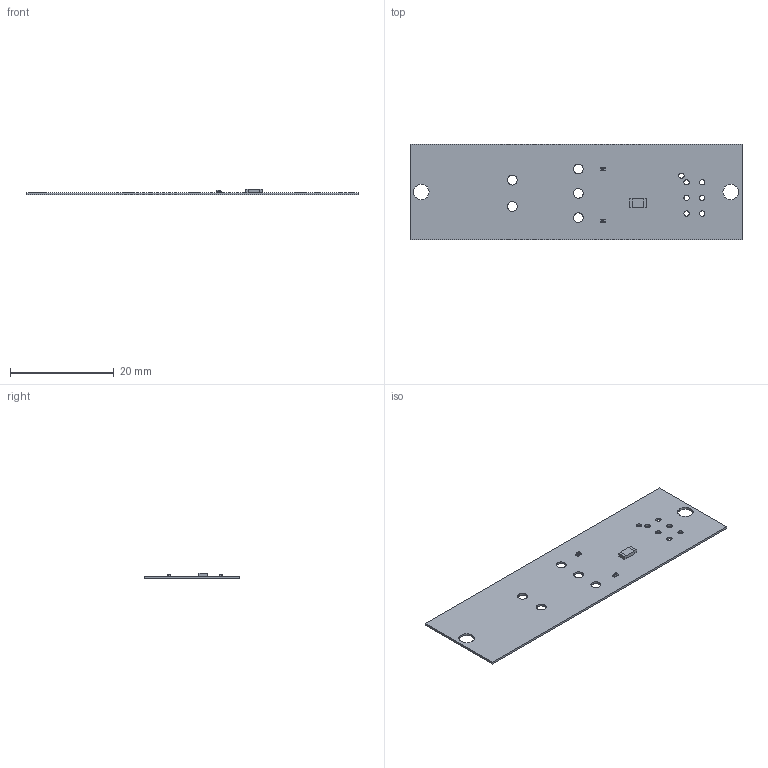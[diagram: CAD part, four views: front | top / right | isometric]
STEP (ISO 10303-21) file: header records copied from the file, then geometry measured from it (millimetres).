
FILE_DESCRIPTION(('Open CASCADE Model'),'2;1');
FILE_NAME('Open CASCADE Shape Model','2021-10-11T16:34:47',('Author'),( 'Open CASCADE'),'Open CASCADE STEP processor 6.8','Open CASCADE 6.8' ,'Unknown');
FILE_SCHEMA(('AUTOMOTIVE_DESIGN { 1 0 10303 214 1 1 1 1 }'));
Length unit declared in the file: millimetre
Products named in the file (1): PCB
Bounding box: 63.88 x 18.29 x 1.11 mm (x, y, z)
Volume: 471 mm3; surface area: 2396.5 mm2
Topology: 18 solids, 18 shells, 274 faces, 666 edges, 436 vertices
Faces by surface type: plane 236, cylinder 30, sphere 8
Full cylindrical faces by diameter (mm): 1.02 x7, 1.88 x5, 2.997 x2
Entity records: 8052 total; most frequent: CARTESIAN_POINT 1377, ORIENTED_EDGE 1332, DIRECTION 1276, EDGE_CURVE 666, LINE 606, VECTOR 606, VERTEX_POINT 436, AXIS2_PLACEMENT_3D 335
